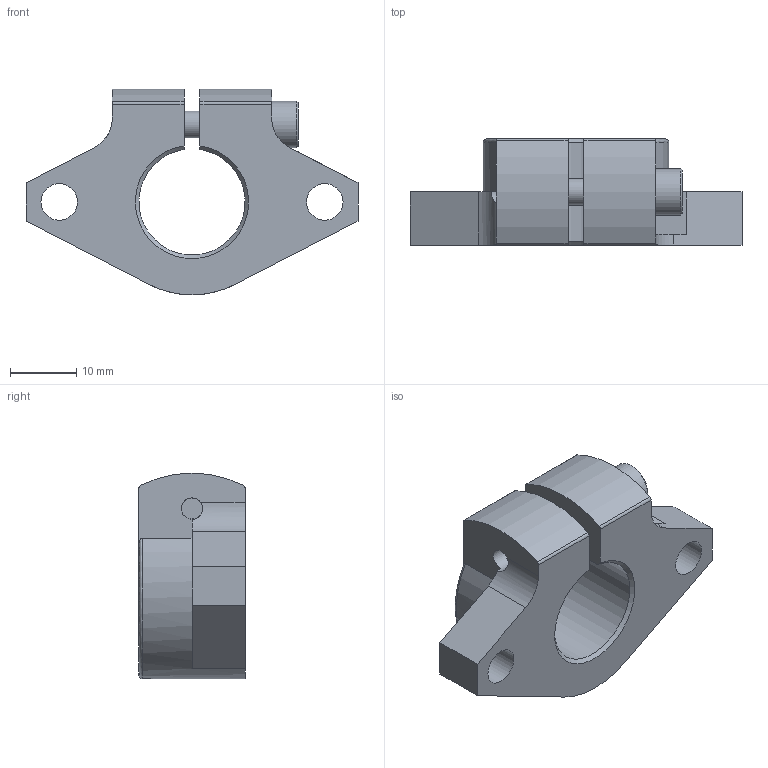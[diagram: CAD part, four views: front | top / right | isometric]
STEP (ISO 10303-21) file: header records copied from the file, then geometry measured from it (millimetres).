
FILE_DESCRIPTION( ( 'STEP AP203' ), '1' );
FILE_NAME( 'SHHSA-16.stp', '2024-09-06T09:20:56', ( 'License CC BY-ND 4.0' ), ( 'CADENAS' ), ' ', 'PARTsolutions', ' ' );
FILE_SCHEMA( ( 'CONFIG_CONTROL_DESIGN' ) );
Length unit declared in the file: millimetre
Products named in the file (3): SHHSA-16; _SHHSA-16_base; _SHHSA_SCA-M4-L20
Assembly tree (2 placements, depth 2):
  SHHSA-16
    _SHHSA-16_base
    _SHHSA_SCA-M4-L20
Bounding box: 50 x 16 x 31 mm (x, y, z)
Volume: 10113 mm3; surface area: 5179.8 mm2
Topology: 2 solids, 2 shells, 48 faces, 127 edges, 84 vertices
Faces by surface type: plane 26, cylinder 16, cone 5, torus 1
Full cylindrical faces by diameter (mm): 3.242 x2, 4 x1, 5.5 x2, 7 x1
Entity records: 1580 total; most frequent: CARTESIAN_POINT 294, DIRECTION 250, ORIENTED_EDGE 230, EDGE_CURVE 115, AXIS2_PLACEMENT_3D 91, VERTEX_POINT 81, LINE 68, VECTOR 68
